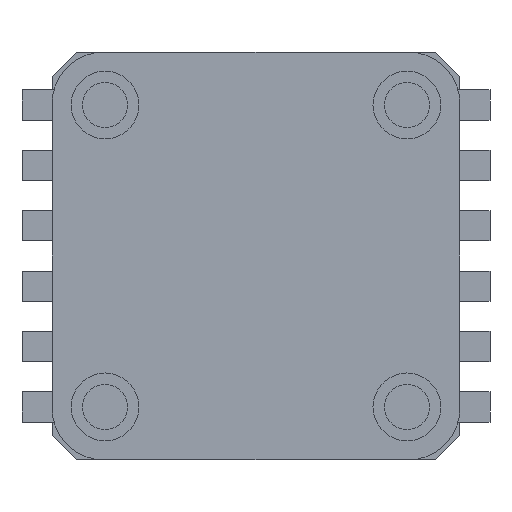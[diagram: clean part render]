
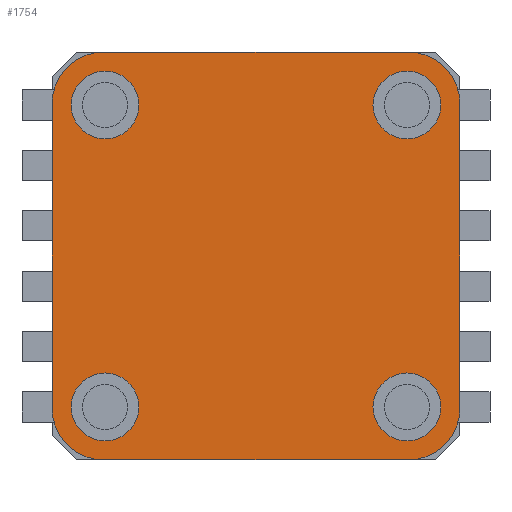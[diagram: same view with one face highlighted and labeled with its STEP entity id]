
A CAD part, front view. The second image highlights one B-rep face of the part: STEP entity #1754.
In plain terms, the highlighted planar face has unit normal (0, -1, 0).
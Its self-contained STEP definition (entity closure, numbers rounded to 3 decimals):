
#87=FACE_BOUND('',#299,.T.);
#88=FACE_BOUND('',#300,.T.);
#89=FACE_BOUND('',#301,.T.);
#90=FACE_BOUND('',#302,.T.);
#108=PLANE('',#1882);
#194=FACE_OUTER_BOUND('',#298,.T.);
#298=EDGE_LOOP('',(#1283,#1284,#1285,#1286,#1287,#1288,#1289,#1290));
#299=EDGE_LOOP('',(#1291));
#300=EDGE_LOOP('',(#1292));
#301=EDGE_LOOP('',(#1293));
#302=EDGE_LOOP('',(#1294));
#427=LINE('',#2542,#627);
#428=LINE('',#2544,#628);
#429=LINE('',#2548,#629);
#430=LINE('',#2551,#630);
#627=VECTOR('',#2055,10.);
#628=VECTOR('',#2056,10.);
#629=VECTOR('',#2059,10.);
#630=VECTOR('',#2062,10.);
#817=CIRCLE('',#1868,3.4);
#826=CIRCLE('',#1879,3.4);
#829=CIRCLE('',#1883,3.4);
#830=CIRCLE('',#1884,3.4);
#831=CIRCLE('',#1885,2.25);
#832=CIRCLE('',#1886,2.25);
#833=CIRCLE('',#1887,2.25);
#834=CIRCLE('',#1888,2.25);
#859=VERTEX_POINT('',#2496);
#860=VERTEX_POINT('',#2498);
#873=VERTEX_POINT('',#2528);
#874=VERTEX_POINT('',#2530);
#879=VERTEX_POINT('',#2543);
#880=VERTEX_POINT('',#2545);
#881=VERTEX_POINT('',#2547);
#882=VERTEX_POINT('',#2549);
#883=VERTEX_POINT('',#2552);
#884=VERTEX_POINT('',#2554);
#885=VERTEX_POINT('',#2556);
#886=VERTEX_POINT('',#2558);
#1019=EDGE_CURVE('',#859,#860,#817,.T.);
#1035=EDGE_CURVE('',#873,#874,#826,.T.);
#1041=EDGE_CURVE('',#859,#874,#427,.T.);
#1042=EDGE_CURVE('',#873,#879,#428,.T.);
#1043=EDGE_CURVE('',#880,#879,#829,.T.);
#1044=EDGE_CURVE('',#880,#881,#429,.T.);
#1045=EDGE_CURVE('',#882,#881,#830,.T.);
#1046=EDGE_CURVE('',#882,#860,#430,.T.);
#1047=EDGE_CURVE('',#883,#883,#831,.T.);
#1048=EDGE_CURVE('',#884,#884,#832,.T.);
#1049=EDGE_CURVE('',#885,#885,#833,.T.);
#1050=EDGE_CURVE('',#886,#886,#834,.T.);
#1283=ORIENTED_EDGE('',*,*,#1019,.F.);
#1284=ORIENTED_EDGE('',*,*,#1041,.T.);
#1285=ORIENTED_EDGE('',*,*,#1035,.F.);
#1286=ORIENTED_EDGE('',*,*,#1042,.T.);
#1287=ORIENTED_EDGE('',*,*,#1043,.F.);
#1288=ORIENTED_EDGE('',*,*,#1044,.T.);
#1289=ORIENTED_EDGE('',*,*,#1045,.F.);
#1290=ORIENTED_EDGE('',*,*,#1046,.T.);
#1291=ORIENTED_EDGE('',*,*,#1047,.T.);
#1292=ORIENTED_EDGE('',*,*,#1048,.T.);
#1293=ORIENTED_EDGE('',*,*,#1049,.T.);
#1294=ORIENTED_EDGE('',*,*,#1050,.F.);
#1754=ADVANCED_FACE('',(#194,#87,#88,#89,#90),#108,.F.);
#1868=AXIS2_PLACEMENT_3D('',#2499,#2015,#2016);
#1879=AXIS2_PLACEMENT_3D('',#2531,#2044,#2045);
#1882=AXIS2_PLACEMENT_3D('',#2541,#2053,#2054);
#1883=AXIS2_PLACEMENT_3D('',#2546,#2057,#2058);
#1884=AXIS2_PLACEMENT_3D('',#2550,#2060,#2061);
#1885=AXIS2_PLACEMENT_3D('',#2553,#2063,#2064);
#1886=AXIS2_PLACEMENT_3D('',#2555,#2065,#2066);
#1887=AXIS2_PLACEMENT_3D('',#2557,#2067,#2068);
#1888=AXIS2_PLACEMENT_3D('',#2559,#2069,#2070);
#2015=DIRECTION('center_axis',(0.,1.,0.));
#2016=DIRECTION('ref_axis',(-0.707,0.,0.707));
#2044=DIRECTION('center_axis',(0.,1.,0.));
#2045=DIRECTION('ref_axis',(-0.707,0.,-0.707));
#2053=DIRECTION('center_axis',(0.,1.,0.));
#2054=DIRECTION('ref_axis',(1.,0.,0.));
#2055=DIRECTION('',(0.,0.,-1.));
#2056=DIRECTION('',(1.,0.,0.));
#2057=DIRECTION('center_axis',(0.,1.,0.));
#2058=DIRECTION('ref_axis',(0.707,0.,-0.707));
#2059=DIRECTION('',(0.,0.,1.));
#2060=DIRECTION('center_axis',(0.,1.,0.));
#2061=DIRECTION('ref_axis',(0.707,0.,0.707));
#2062=DIRECTION('',(-1.,0.,0.));
#2063=DIRECTION('center_axis',(0.,1.,0.));
#2064=DIRECTION('ref_axis',(1.,0.,0.));
#2065=DIRECTION('center_axis',(0.,1.,0.));
#2066=DIRECTION('ref_axis',(1.,0.,0.));
#2067=DIRECTION('center_axis',(0.,1.,0.));
#2068=DIRECTION('ref_axis',(1.,0.,0.));
#2069=DIRECTION('center_axis',(0.,-1.,0.));
#2070=DIRECTION('ref_axis',(1.,0.,0.));
#2496=CARTESIAN_POINT('',(-13.5,0.,10.1));
#2498=CARTESIAN_POINT('',(-10.1,0.,13.5));
#2499=CARTESIAN_POINT('Origin',(-10.1,0.,10.1));
#2528=CARTESIAN_POINT('',(-10.1,0.,-13.5));
#2530=CARTESIAN_POINT('',(-13.5,0.,-10.1));
#2531=CARTESIAN_POINT('Origin',(-10.1,0.,-10.1));
#2541=CARTESIAN_POINT('Origin',(0.,0.,0.));
#2542=CARTESIAN_POINT('',(-13.5,0.,13.5));
#2543=CARTESIAN_POINT('',(10.1,0.,-13.5));
#2544=CARTESIAN_POINT('',(-13.5,0.,-13.5));
#2545=CARTESIAN_POINT('',(13.5,0.,-10.1));
#2546=CARTESIAN_POINT('Origin',(10.1,0.,-10.1));
#2547=CARTESIAN_POINT('',(13.5,0.,10.1));
#2548=CARTESIAN_POINT('',(13.5,0.,-13.5));
#2549=CARTESIAN_POINT('',(10.1,0.,13.5));
#2550=CARTESIAN_POINT('Origin',(10.1,0.,10.1));
#2551=CARTESIAN_POINT('',(13.5,0.,13.5));
#2552=CARTESIAN_POINT('',(7.75,0.,-10.));
#2553=CARTESIAN_POINT('Origin',(10.,0.,-10.));
#2554=CARTESIAN_POINT('',(-12.25,0.,-10.));
#2555=CARTESIAN_POINT('Origin',(-10.,0.,-10.));
#2556=CARTESIAN_POINT('',(7.75,0.,10.));
#2557=CARTESIAN_POINT('Origin',(10.,0.,10.));
#2558=CARTESIAN_POINT('',(-12.25,0.,10.));
#2559=CARTESIAN_POINT('Origin',(-10.,0.,10.));
